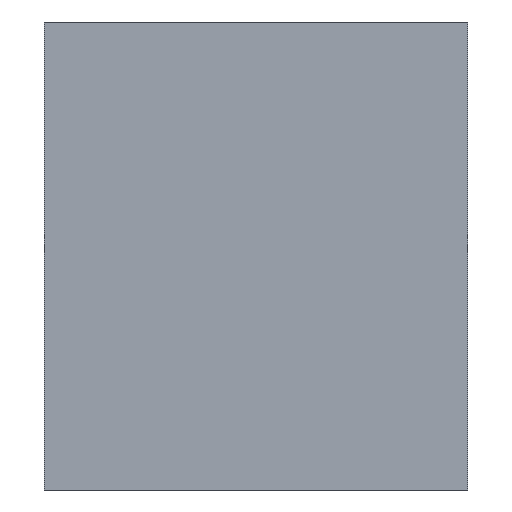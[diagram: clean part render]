
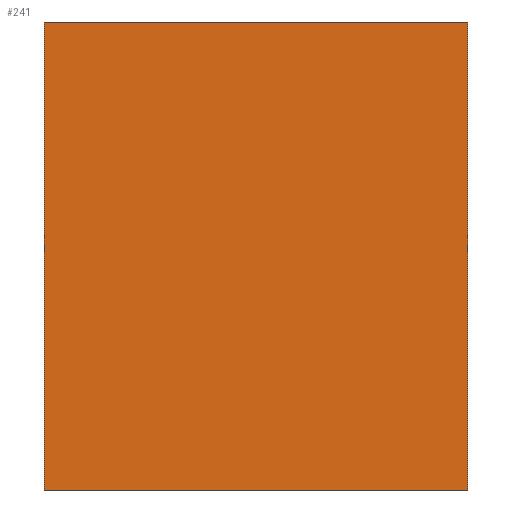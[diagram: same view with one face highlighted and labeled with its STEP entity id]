
A CAD part, left-side view. The second image highlights one B-rep face of the part: STEP entity #241.
In plain terms, the highlighted planar face has unit normal (-1, 0, 0).
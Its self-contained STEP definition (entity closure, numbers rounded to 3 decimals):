
#216 = VERTEX_POINT('',#217);
#217 = CARTESIAN_POINT('',(-1.2,0.475,0.525));
#223 = EDGE_CURVE('',#224,#216,#226,.T.);
#224 = VERTEX_POINT('',#225);
#225 = CARTESIAN_POINT('',(-1.2,0.475,-0.525));
#226 = LINE('',#227,#228);
#227 = CARTESIAN_POINT('',(-1.2,0.475,-0.525));
#228 = VECTOR('',#229,1.);
#229 = DIRECTION('',(0.,0.,1.));
#241 = ADVANCED_FACE('',(#242),#267,.F.);
#242 = FACE_BOUND('',#243,.F.);
#243 = EDGE_LOOP('',(#244,#245,#253,#261));
#244 = ORIENTED_EDGE('',*,*,#223,.T.);
#245 = ORIENTED_EDGE('',*,*,#246,.T.);
#246 = EDGE_CURVE('',#216,#247,#249,.T.);
#247 = VERTEX_POINT('',#248);
#248 = CARTESIAN_POINT('',(-1.2,-0.475,0.525));
#249 = LINE('',#250,#251);
#250 = CARTESIAN_POINT('',(-1.2,0.475,0.525));
#251 = VECTOR('',#252,1.);
#252 = DIRECTION('',(0.,-1.,0.));
#253 = ORIENTED_EDGE('',*,*,#254,.F.);
#254 = EDGE_CURVE('',#255,#247,#257,.T.);
#255 = VERTEX_POINT('',#256);
#256 = CARTESIAN_POINT('',(-1.2,-0.475,-0.525));
#257 = LINE('',#258,#259);
#258 = CARTESIAN_POINT('',(-1.2,-0.475,-0.525));
#259 = VECTOR('',#260,1.);
#260 = DIRECTION('',(0.,0.,1.));
#261 = ORIENTED_EDGE('',*,*,#262,.F.);
#262 = EDGE_CURVE('',#224,#255,#263,.T.);
#263 = LINE('',#264,#265);
#264 = CARTESIAN_POINT('',(-1.2,0.475,-0.525));
#265 = VECTOR('',#266,1.);
#266 = DIRECTION('',(0.,-1.,0.));
#267 = PLANE('',#268);
#268 = AXIS2_PLACEMENT_3D('',#269,#270,#271);
#269 = CARTESIAN_POINT('',(-1.2,0.475,-0.525));
#270 = DIRECTION('',(1.,0.,0.));
#271 = DIRECTION('',(0.,-1.,0.));
